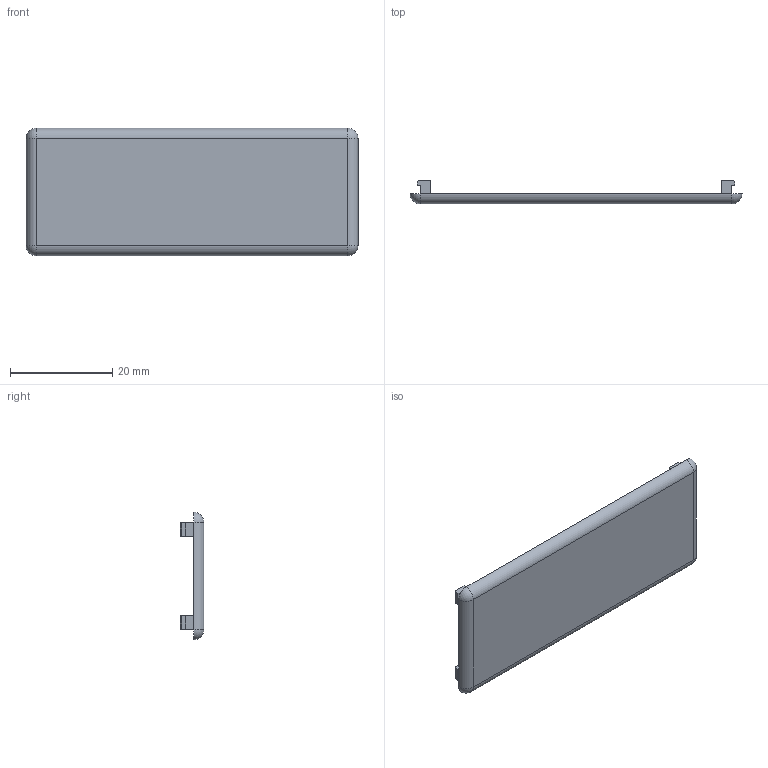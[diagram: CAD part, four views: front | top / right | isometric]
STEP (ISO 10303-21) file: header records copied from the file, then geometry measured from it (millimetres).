
FILE_DESCRIPTION (( 'STEP AP214' ), '1' );
FILE_NAME ('box_top.STEP', '2025-07-15T14:43:25', ( '' ), ( '' ), 'SwSTEP 2.0', 'SolidWorks 2022', '' );
FILE_SCHEMA (( 'AUTOMOTIVE_DESIGN' ));
Length unit declared in the file: millimetre
Products named in the file (1): box_top
Bounding box: 65 x 4.65 x 25 mm (x, y, z)
Volume: 3156.4 mm3; surface area: 3557.3 mm2
Topology: 1 solids, 1 shells, 42 faces, 108 edges, 68 vertices
Faces by surface type: plane 34, sphere 4, cylinder 4
Entity records: 1262 total; most frequent: CARTESIAN_POINT 215, ORIENTED_EDGE 208, DIRECTION 202, EDGE_CURVE 104, VECTOR 92, LINE 92, VERTEX_POINT 68, AXIS2_PLACEMENT_3D 55
